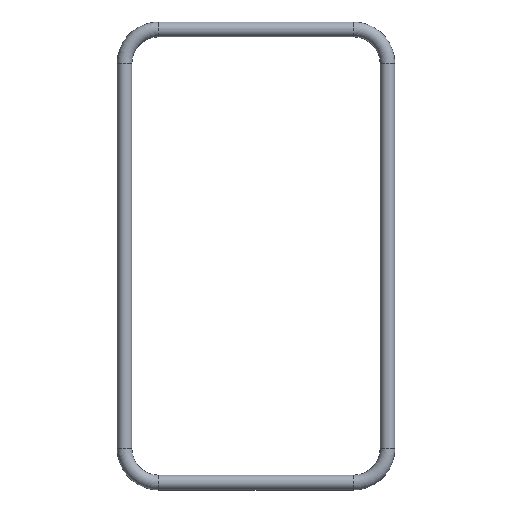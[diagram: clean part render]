
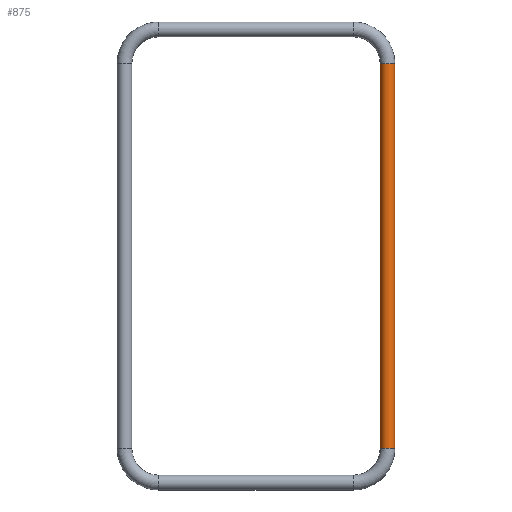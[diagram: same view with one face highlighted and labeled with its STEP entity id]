
A CAD part, top view. The second image highlights one B-rep face of the part: STEP entity #875.
In plain terms, the highlighted cylindrical face has radius 1.4 mm (diameter 2.8 mm), a partial arc.
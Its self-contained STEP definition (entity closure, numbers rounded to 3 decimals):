
#828=AXIS2_PLACEMENT_3D('Circle Axis2P3D',#826,#827,$) ;
#855=AXIS2_PLACEMENT_3D('Cylinder Axis2P3D',#852,#853,#854) ;
#859=AXIS2_PLACEMENT_3D('Circle Axis2P3D',#857,#858,$) ;
#638=CARTESIAN_POINT('Vertex',(49.8,80.7,2.4)) ;
#669=CARTESIAN_POINT('Vertex',(49.8,7.9,2.4)) ;
#672=CARTESIAN_POINT('Line Origine',(49.8,44.3,2.4)) ;
#826=CARTESIAN_POINT('Axis2P3D Location',(51.2,80.7,2.4)) ;
#830=CARTESIAN_POINT('Vertex',(52.6,80.7,2.4)) ;
#852=CARTESIAN_POINT('Axis2P3D Location',(51.2,44.3,2.4)) ;
#857=CARTESIAN_POINT('Axis2P3D Location',(51.2,7.9,2.4)) ;
#861=CARTESIAN_POINT('Vertex',(52.6,7.9,2.4)) ;
#864=CARTESIAN_POINT('Line Origine',(52.6,44.3,2.4)) ;
#673=DIRECTION('Vector Direction',(0.,1.,0.)) ;
#827=DIRECTION('Axis2P3D Direction',(0.,1.,0.)) ;
#853=DIRECTION('Axis2P3D Direction',(-0.,1.,0.)) ;
#854=DIRECTION('Axis2P3D XDirection',(-1.,-0.,0.)) ;
#858=DIRECTION('Axis2P3D Direction',(-0.,1.,0.)) ;
#865=DIRECTION('Vector Direction',(0.,1.,0.)) ;
#674=VECTOR('Line Direction',#673,1.) ;
#866=VECTOR('Line Direction',#865,1.) ;
#870=ORIENTED_EDGE('',*,*,#676,.F.) ;
#871=ORIENTED_EDGE('',*,*,#863,.T.) ;
#872=ORIENTED_EDGE('',*,*,#868,.T.) ;
#873=ORIENTED_EDGE('',*,*,#832,.F.) ;
#875=ADVANCED_FACE('Aussenkoerper',(#874),#856,.T.) ;
#829=CIRCLE('generated circle',#828,1.4) ;
#860=CIRCLE('generated circle',#859,1.4) ;
#856=CYLINDRICAL_SURFACE('generated cylinder',#855,1.4) ;
#676=EDGE_CURVE('',#670,#639,#675,.T.) ;
#832=EDGE_CURVE('',#639,#831,#829,.T.) ;
#863=EDGE_CURVE('',#670,#862,#860,.T.) ;
#868=EDGE_CURVE('',#862,#831,#867,.T.) ;
#869=EDGE_LOOP('',(#870,#871,#872,#873)) ;
#874=FACE_OUTER_BOUND('',#869,.T.) ;
#675=LINE('Line',#672,#674) ;
#867=LINE('Line',#864,#866) ;
#639=VERTEX_POINT('',#638) ;
#670=VERTEX_POINT('',#669) ;
#831=VERTEX_POINT('',#830) ;
#862=VERTEX_POINT('',#861) ;
